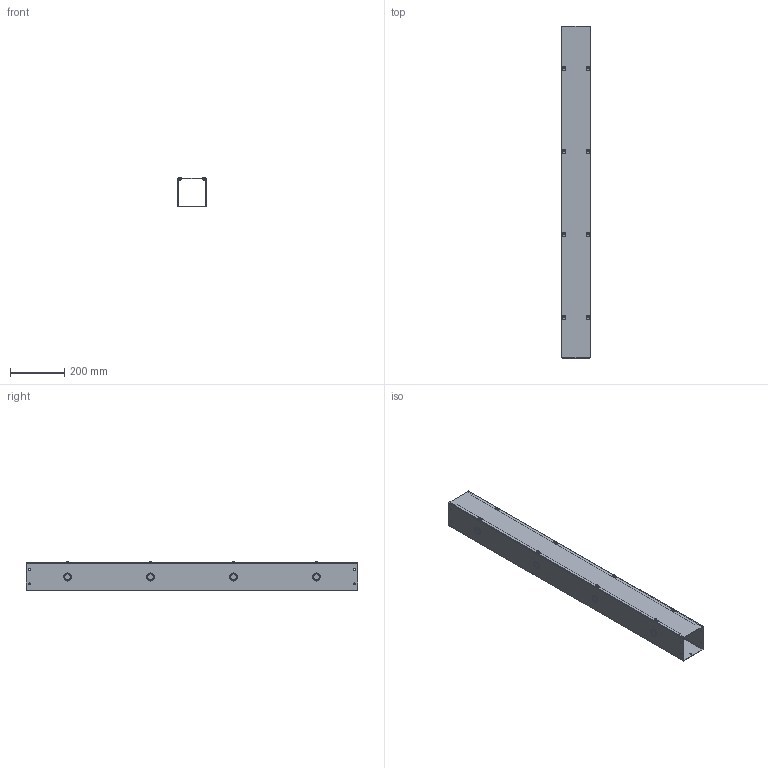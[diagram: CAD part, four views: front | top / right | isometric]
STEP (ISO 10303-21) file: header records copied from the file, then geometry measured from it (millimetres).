
FILE_DESCRIPTION (( 'STEP AP203' ), '1' );
FILE_NAME ('CWSC448.step', '2024-04-25T15:06:58', ( '' ), ( '' ), 'SwSTEP 2.0', 'SolidWorks 2023', '' );
FILE_SCHEMA (( 'CONFIG_CONTROL_DESIGN' ));
Length unit declared in the file: inch
Products named in the file (1): CWSC448
Bounding box: 108.15 x 1219.2 x 108.94 mm (x, y, z)
Volume: 768984.5 mm3; surface area: 1061515.3 mm2
Topology: 10 solids, 10 shells, 640 faces, 1764 edges, 1160 vertices
Faces by surface type: cylinder 308, plane 284, bspline 32, cone 16
Entity records: 22197 total; most frequent: CARTESIAN_POINT 5373, DIRECTION 3582, ORIENTED_EDGE 3528, EDGE_CURVE 1764, AXIS2_PLACEMENT_3D 1289, VERTEX_POINT 1160, LINE 1004, VECTOR 1004
